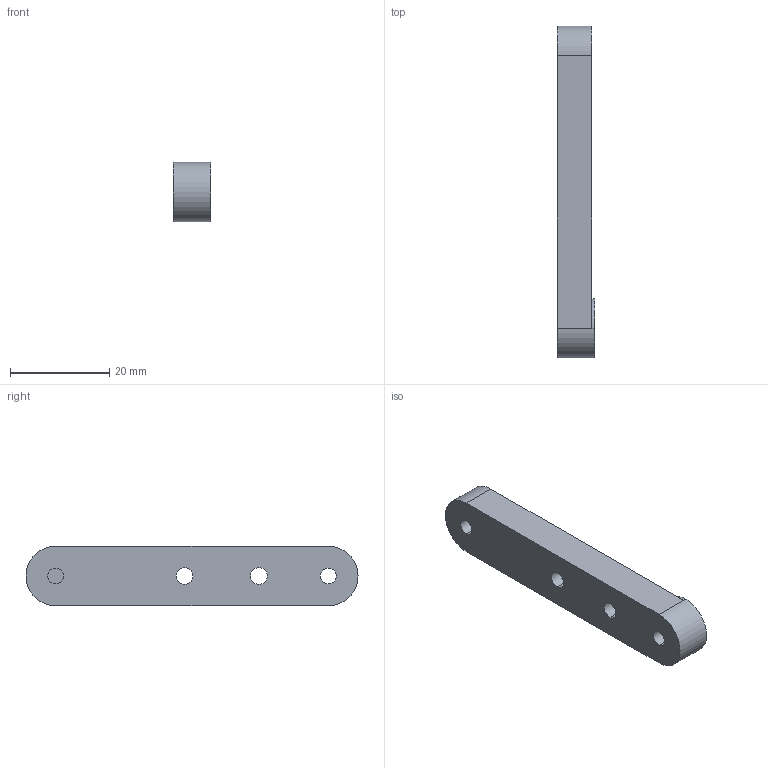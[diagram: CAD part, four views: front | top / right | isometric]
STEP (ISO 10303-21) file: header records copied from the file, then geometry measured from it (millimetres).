
FILE_DESCRIPTION (( 'STEP AP214' ), '1' );
FILE_NAME ('gripper_stick.STEP', '2025-05-27T14:01:21', ( '' ), ( '' ), 'SwSTEP 2.0', 'SolidWorks 2025', '' );
FILE_SCHEMA (( 'AUTOMOTIVE_DESIGN' ));
Length unit declared in the file: millimetre
Products named in the file (1): gripper_stick_default
Bounding box: 7.6 x 67 x 12 mm (x, y, z)
Volume: 5192.1 mm3; surface area: 2833 mm2
Topology: 1 solids, 1 shells, 25 faces, 56 edges, 34 vertices
Faces by surface type: cylinder 15, plane 6, cone 4
Entity records: 735 total; most frequent: DIRECTION 138, CARTESIAN_POINT 116, ORIENTED_EDGE 112, AXIS2_PLACEMENT_3D 56, EDGE_CURVE 56, VERTEX_POINT 34, EDGE_LOOP 32, CIRCLE 30
